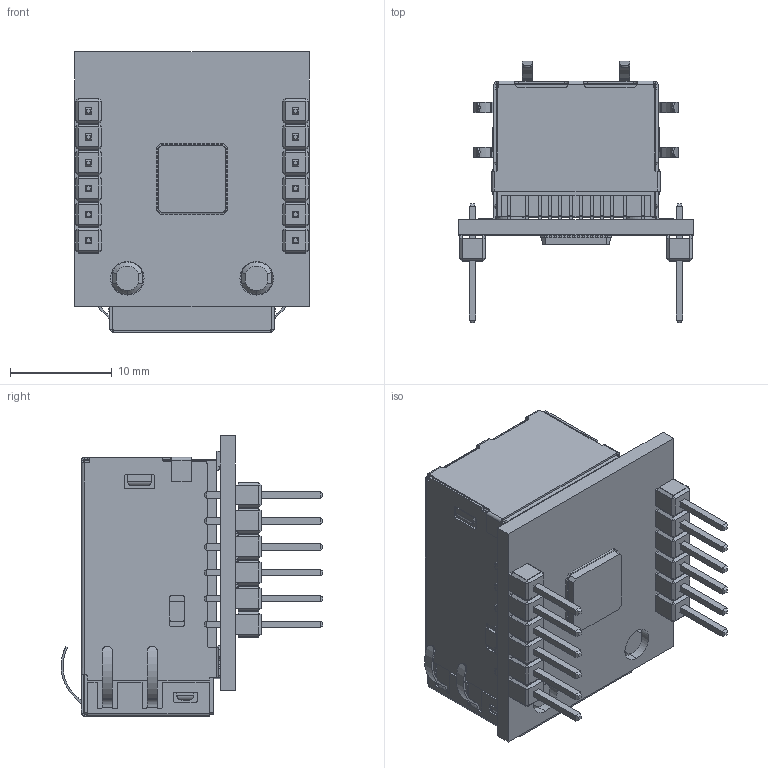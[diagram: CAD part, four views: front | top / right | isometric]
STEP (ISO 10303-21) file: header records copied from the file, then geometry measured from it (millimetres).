
FILE_DESCRIPTION (( 'STEP AP214' ), '1' );
FILE_NAME ('WIZ820IO.STEP', '2018-07-15T20:58:23', ( '' ), ( '' ), 'SwSTEP 2.0', 'SolidWorks 2017', '' );
FILE_SCHEMA (( 'AUTOMOTIVE_DESIGN' ));
Length unit declared in the file: millimetre
Products named in the file (5): WIZ820IO; BS-R250210; Board; w5200; J1
Assembly tree (5 placements, depth 2):
  WIZ820IO
    Board
    BS-R250210
    J1  x2
    w5200
Bounding box: 23 x 25.71 x 27.5 mm (x, y, z)
Volume: 4956.5 mm3; surface area: 7673.4 mm2
Topology: 102 solids, 102 shells, 2063 faces, 4847 edges, 2990 vertices
Faces by surface type: plane 1745, cylinder 308, cone 6, sphere 4
Entity records: 53689 total; most frequent: CARTESIAN_POINT 8974, ORIENTED_EDGE 8366, DIRECTION 8209, EDGE_CURVE 4183, VECTOR 3523, LINE 3523, VERTEX_POINT 2606, AXIS2_PLACEMENT_3D 2343
